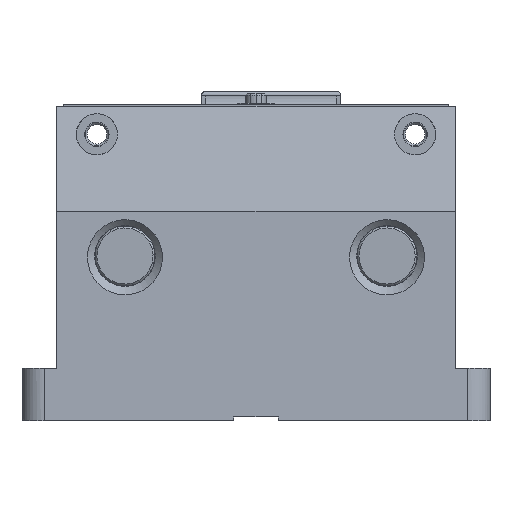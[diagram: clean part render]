
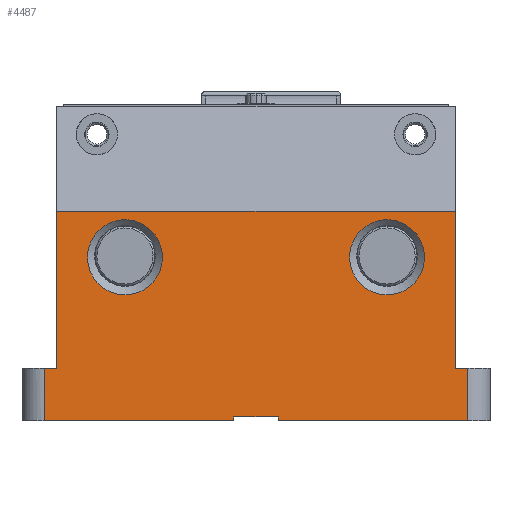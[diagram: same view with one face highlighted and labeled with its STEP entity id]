
A CAD part, left-side view. The second image highlights one B-rep face of the part: STEP entity #4487.
In plain terms, the highlighted planar face has unit normal (-0.999, 0, 0.035).
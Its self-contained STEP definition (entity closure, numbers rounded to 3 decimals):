
#143=ELLIPSE('',#11853,10.021,10.008);
#144=ELLIPSE('',#11854,10.021,10.008);
#4487=ADVANCED_FACE('',(#6054,#6055,#6056),#4725,.T.);
#4725=PLANE('',#11855);
#5129=LINE('',#17091,#5651);
#5148=LINE('',#17151,#5670);
#5150=LINE('',#17157,#5672);
#5156=LINE('',#17175,#5678);
#5157=LINE('',#17177,#5679);
#5158=LINE('',#17178,#5680);
#5159=LINE('',#17180,#5681);
#5160=LINE('',#17182,#5682);
#5161=LINE('',#17183,#5683);
#5162=LINE('',#17185,#5684);
#5163=LINE('',#17187,#5685);
#5164=LINE('',#17189,#5686);
#5651=VECTOR('',#13892,1.);
#5670=VECTOR('',#13935,1.);
#5672=VECTOR('',#13941,1.);
#5678=VECTOR('',#13957,1.);
#5679=VECTOR('',#13958,1.);
#5680=VECTOR('',#13959,1.);
#5681=VECTOR('',#13960,1.);
#5682=VECTOR('',#13961,1.);
#5683=VECTOR('',#13962,1.);
#5684=VECTOR('',#13963,1.);
#5685=VECTOR('',#13964,1.);
#5686=VECTOR('',#13965,1.);
#6054=FACE_BOUND('',#6636,.T.);
#6055=FACE_BOUND('',#6637,.T.);
#6056=FACE_BOUND('',#6638,.T.);
#6636=EDGE_LOOP('',(#8419,#8420,#8421,#8422,#8423,#8424,#8425,#8426,#8427,
#8428,#8429,#8430));
#6637=EDGE_LOOP('',(#8431));
#6638=EDGE_LOOP('',(#8432));
#8419=ORIENTED_EDGE('',*,*,#10461,.F.);
#8420=ORIENTED_EDGE('',*,*,#10420,.T.);
#8421=ORIENTED_EDGE('',*,*,#10462,.T.);
#8422=ORIENTED_EDGE('',*,*,#10452,.T.);
#8423=ORIENTED_EDGE('',*,*,#10463,.T.);
#8424=ORIENTED_EDGE('',*,*,#10464,.T.);
#8425=ORIENTED_EDGE('',*,*,#10465,.F.);
#8426=ORIENTED_EDGE('',*,*,#10449,.T.);
#8427=ORIENTED_EDGE('',*,*,#10466,.T.);
#8428=ORIENTED_EDGE('',*,*,#10467,.T.);
#8429=ORIENTED_EDGE('',*,*,#10468,.F.);
#8430=ORIENTED_EDGE('',*,*,#10469,.F.);
#8431=ORIENTED_EDGE('',*,*,#10470,.F.);
#8432=ORIENTED_EDGE('',*,*,#10471,.F.);
#9444=VERTEX_POINT('',#17090);
#9445=VERTEX_POINT('',#17092);
#9473=VERTEX_POINT('',#17150);
#9474=VERTEX_POINT('',#17152);
#9476=VERTEX_POINT('',#17158);
#9477=VERTEX_POINT('',#17159);
#9483=VERTEX_POINT('',#17176);
#9484=VERTEX_POINT('',#17179);
#9485=VERTEX_POINT('',#17181);
#9486=VERTEX_POINT('',#17184);
#9487=VERTEX_POINT('',#17186);
#9488=VERTEX_POINT('',#17188);
#9489=VERTEX_POINT('',#17191);
#9490=VERTEX_POINT('',#17193);
#10420=EDGE_CURVE('',#9445,#9444,#5129,.T.);
#10449=EDGE_CURVE('',#9474,#9473,#5148,.T.);
#10452=EDGE_CURVE('',#9476,#9477,#5150,.T.);
#10461=EDGE_CURVE('',#9445,#9483,#5156,.T.);
#10462=EDGE_CURVE('',#9444,#9476,#5157,.T.);
#10463=EDGE_CURVE('',#9477,#9484,#5158,.T.);
#10464=EDGE_CURVE('',#9484,#9485,#5159,.T.);
#10465=EDGE_CURVE('',#9474,#9485,#5160,.T.);
#10466=EDGE_CURVE('',#9473,#9486,#5161,.T.);
#10467=EDGE_CURVE('',#9486,#9487,#5162,.T.);
#10468=EDGE_CURVE('',#9488,#9487,#5163,.T.);
#10469=EDGE_CURVE('',#9483,#9488,#5164,.T.);
#10470=EDGE_CURVE('',#9489,#9489,#143,.T.);
#10471=EDGE_CURVE('',#9490,#9490,#144,.T.);
#11853=AXIS2_PLACEMENT_3D('',#17190,#13966,#13967);
#11854=AXIS2_PLACEMENT_3D('',#17192,#13968,#13969);
#11855=AXIS2_PLACEMENT_3D('',#17194,#13970,#13971);
#13892=DIRECTION('',(0.,-1.,0.));
#13935=DIRECTION('',(0.,1.,0.));
#13941=DIRECTION('',(0.,1.,0.));
#13957=DIRECTION('',(0.035,0.,0.999));
#13958=DIRECTION('',(0.035,0.,0.999));
#13959=DIRECTION('',(0.035,0.,0.999));
#13960=DIRECTION('',(0.,1.,0.));
#13961=DIRECTION('',(0.035,0.,0.999));
#13962=DIRECTION('',(-0.035,0.,-0.999));
#13963=DIRECTION('',(0.,-1.,0.));
#13964=DIRECTION('',(-0.035,0.,-0.999));
#13965=DIRECTION('',(0.,1.,0.));
#13966=DIRECTION('',(-0.999,0.,0.035));
#13967=DIRECTION('',(-0.035,0.,-0.999));
#13968=DIRECTION('',(-0.999,0.,0.035));
#13969=DIRECTION('',(-0.035,0.,-0.999));
#13970=DIRECTION('',(-0.999,0.,0.035));
#13971=DIRECTION('',(0.035,0.,0.999));
#17090=CARTESIAN_POINT('',(-0.489,6.,0.));
#17091=CARTESIAN_POINT('',(-0.489,9.25,0.));
#17092=CARTESIAN_POINT('',(-0.489,56.5,0.));
#17150=CARTESIAN_POINT('',(0.,119.,14.));
#17151=CARTESIAN_POINT('',(0.,62.5,14.));
#17152=CARTESIAN_POINT('',(0.,115.75,14.));
#17157=CARTESIAN_POINT('',(0.,62.5,14.));
#17158=CARTESIAN_POINT('',(0.,6.,14.));
#17159=CARTESIAN_POINT('',(0.,9.25,14.));
#17175=CARTESIAN_POINT('',(0.,56.5,14.));
#17176=CARTESIAN_POINT('',(-0.454,56.5,1.));
#17177=CARTESIAN_POINT('',(0.,6.,14.));
#17178=CARTESIAN_POINT('',(0.,9.25,14.));
#17179=CARTESIAN_POINT('',(1.467,9.25,56.017));
#17180=CARTESIAN_POINT('',(1.467,9.25,56.017));
#17181=CARTESIAN_POINT('',(1.467,115.75,56.017));
#17182=CARTESIAN_POINT('',(0.,115.75,14.));
#17183=CARTESIAN_POINT('',(0.,119.,14.));
#17184=CARTESIAN_POINT('',(-0.489,119.,0.));
#17185=CARTESIAN_POINT('',(-0.489,9.25,0.));
#17186=CARTESIAN_POINT('',(-0.489,68.5,0.));
#17187=CARTESIAN_POINT('',(0.,68.5,14.));
#17188=CARTESIAN_POINT('',(-0.454,68.5,1.));
#17189=CARTESIAN_POINT('',(-0.454,9.25,1.));
#17190=CARTESIAN_POINT('',(1.035,97.5,43.65));
#17191=CARTESIAN_POINT('',(0.686,97.5,33.636));
#17192=CARTESIAN_POINT('',(1.035,27.5,43.65));
#17193=CARTESIAN_POINT('',(0.686,27.5,33.636));
#17194=CARTESIAN_POINT('',(0.,9.25,14.));
